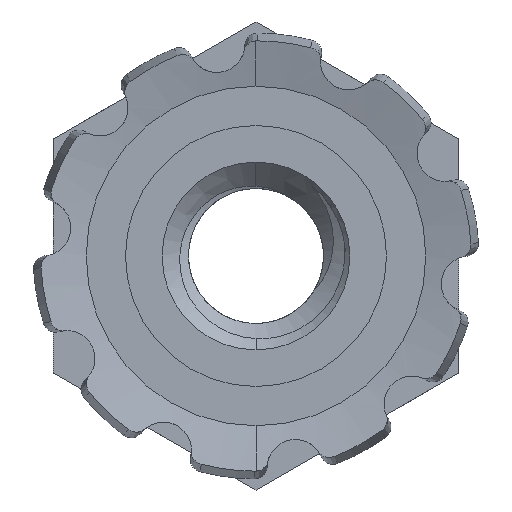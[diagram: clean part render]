
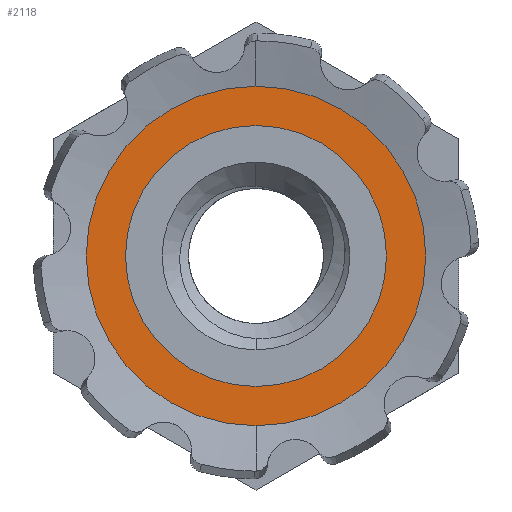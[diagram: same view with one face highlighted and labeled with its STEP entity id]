
A CAD part, front view. The second image highlights one B-rep face of the part: STEP entity #2118.
In plain terms, the highlighted planar face has unit normal (0, -1, 0).
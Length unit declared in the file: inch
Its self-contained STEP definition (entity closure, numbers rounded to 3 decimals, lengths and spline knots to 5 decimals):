
#115 = DIRECTION ( 'NONE',  ( 0., 0., 1. ) ) ;
#118 = DIRECTION ( 'NONE',  ( 0., 1., 0. ) ) ;
#119 = DIRECTION ( 'NONE',  ( 0., 0., 1. ) ) ;
#508 = CARTESIAN_POINT ( 'NONE',  ( 0., 0.00938, 0.10063 ) ) ;
#510 = CARTESIAN_POINT ( 'NONE',  ( 0., 0.00938, -0.10063 ) ) ;
#551 = VERTEX_POINT ( 'NONE', #698 ) ;
#580 = VERTEX_POINT ( 'NONE', #686 ) ;
#686 = CARTESIAN_POINT ( 'NONE',  ( 0., 0.00938, -0.13091 ) ) ;
#698 = CARTESIAN_POINT ( 'NONE',  ( 0., 0.00938, 0.13091 ) ) ;
#728 = VERTEX_POINT ( 'NONE', #510 ) ;
#730 = VERTEX_POINT ( 'NONE', #508 ) ;
#871 = EDGE_LOOP ( 'NONE', ( #1956, #1955 ) ) ;
#874 = EDGE_LOOP ( 'NONE', ( #1958, #1957 ) ) ;
#1221 = AXIS2_PLACEMENT_3D ( 'NONE', #2191, #118, #119 ) ;
#1249 = AXIS2_PLACEMENT_3D ( 'NONE', #3774, #3770, #3769 ) ;
#1345 = AXIS2_PLACEMENT_3D ( 'NONE', #2190, #2182, #115 ) ;
#1386 = EDGE_CURVE ( 'NONE', #730, #728, #3510, .T. ) ;
#1404 = EDGE_CURVE ( 'NONE', #551, #580, #3517, .T. ) ;
#1405 = EDGE_CURVE ( 'NONE', #728, #730, #3518, .T. ) ;
#1413 = EDGE_CURVE ( 'NONE', #580, #551, #3523, .T. ) ;
#1478 = AXIS2_PLACEMENT_3D ( 'NONE', #3924, #3917, #3916 ) ;
#1955 = ORIENTED_EDGE ( 'NONE', *, *, #1386, .T. ) ;
#1956 = ORIENTED_EDGE ( 'NONE', *, *, #1405, .T. ) ;
#1957 = ORIENTED_EDGE ( 'NONE', *, *, #1404, .F. ) ;
#1958 = ORIENTED_EDGE ( 'NONE', *, *, #1413, .F. ) ;
#2118 = ADVANCED_FACE ( 'NONE', ( #3619, #3628 ), #3343, .F. ) ;
#2182 = DIRECTION ( 'NONE',  ( 0., 1., 0. ) ) ;
#2190 = CARTESIAN_POINT ( 'NONE',  ( 0., 0.00938, 0. ) ) ;
#2191 = CARTESIAN_POINT ( 'NONE',  ( 0., 0.00938, 0. ) ) ;
#2222 = AXIS2_PLACEMENT_3D ( 'NONE', #3334, #3337, #3346 ) ;
#3334 = CARTESIAN_POINT ( 'NONE',  ( 0., 0.00938, 0.10063 ) ) ;
#3337 = DIRECTION ( 'NONE',  ( 0., 1., 0. ) ) ;
#3343 = PLANE ( 'NONE',  #2222 ) ;
#3346 = DIRECTION ( 'NONE',  ( 0., 0., 1. ) ) ;
#3510 = CIRCLE ( 'NONE', #1249, 0.10063 ) ;
#3517 = CIRCLE ( 'NONE', #1345, 0.13091 ) ;
#3518 = CIRCLE ( 'NONE', #1221, 0.10063 ) ;
#3523 = CIRCLE ( 'NONE', #1478, 0.13091 ) ;
#3619 = FACE_OUTER_BOUND ( 'NONE', #874, .T. ) ;
#3628 = FACE_BOUND ( 'NONE', #871, .T. ) ;
#3769 = DIRECTION ( 'NONE',  ( 0., 0., 1. ) ) ;
#3770 = DIRECTION ( 'NONE',  ( 0., 1., 0. ) ) ;
#3774 = CARTESIAN_POINT ( 'NONE',  ( 0., 0.00938, 0. ) ) ;
#3916 = DIRECTION ( 'NONE',  ( 0., 0., 1. ) ) ;
#3917 = DIRECTION ( 'NONE',  ( 0., 1., 0. ) ) ;
#3924 = CARTESIAN_POINT ( 'NONE',  ( 0., 0.00938, 0. ) ) ;
